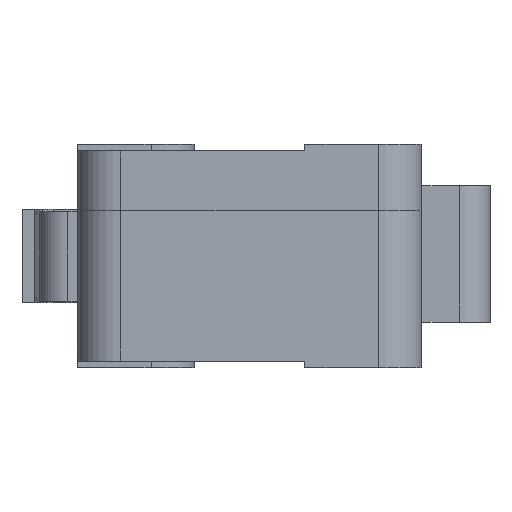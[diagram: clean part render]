
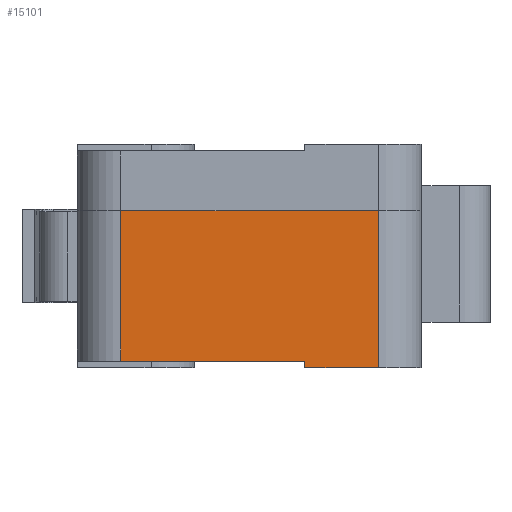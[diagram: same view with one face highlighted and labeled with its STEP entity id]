
A CAD part, left-side view. The second image highlights one B-rep face of the part: STEP entity #15101.
In plain terms, the highlighted planar face has unit normal (-1, 0, 0).
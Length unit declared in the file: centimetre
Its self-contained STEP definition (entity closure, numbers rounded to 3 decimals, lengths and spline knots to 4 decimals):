
#1553=FACE_OUTER_BOUND('',#2411,.T.);
#2411=EDGE_LOOP('',(#13761,#13762,#13763,#13764,#13765,#13766));
#3691=LINE('',#24513,#5335);
#4155=LINE('',#27350,#5799);
#4158=LINE('',#27358,#5802);
#4162=LINE('',#27369,#5806);
#4165=LINE('',#27375,#5809);
#4176=LINE('',#27404,#5820);
#5335=VECTOR('',#17781,1.);
#5799=VECTOR('',#18799,1.);
#5802=VECTOR('',#18806,1.);
#5806=VECTOR('',#18822,1.);
#5809=VECTOR('',#18831,1.);
#5820=VECTOR('',#18868,1.);
#6960=VERTEX_POINT('',#24503);
#6962=VERTEX_POINT('',#24512);
#7248=VERTEX_POINT('',#27346);
#7249=VERTEX_POINT('',#27348);
#7252=VERTEX_POINT('',#27357);
#7253=VERTEX_POINT('',#27367);
#8792=EDGE_CURVE('',#6962,#6960,#3691,.T.);
#9406=EDGE_CURVE('',#7248,#7249,#4155,.T.);
#9410=EDGE_CURVE('',#7252,#7248,#4158,.T.);
#9416=EDGE_CURVE('',#7253,#7249,#4162,.T.);
#9419=EDGE_CURVE('',#7252,#6960,#4165,.T.);
#9432=EDGE_CURVE('',#7253,#6962,#4176,.T.);
#13761=ORIENTED_EDGE('',*,*,#8792,.T.);
#13762=ORIENTED_EDGE('',*,*,#9419,.F.);
#13763=ORIENTED_EDGE('',*,*,#9410,.T.);
#13764=ORIENTED_EDGE('',*,*,#9406,.T.);
#13765=ORIENTED_EDGE('',*,*,#9416,.F.);
#13766=ORIENTED_EDGE('',*,*,#9432,.T.);
#14309=PLANE('',#15819);
#15101=ADVANCED_FACE('',(#1553),#14309,.T.);
#15819=AXIS2_PLACEMENT_3D('',#27403,#18866,#18867);
#17781=DIRECTION('',(0.,1.,0.));
#18799=DIRECTION('',(0.,0.,-1.));
#18806=DIRECTION('',(0.,-1.,0.));
#18822=DIRECTION('',(0.,1.,0.));
#18831=DIRECTION('',(0.,0.,1.));
#18866=DIRECTION('center_axis',(-1.,0.,0.));
#18867=DIRECTION('ref_axis',(0.,0.,1.));
#18868=DIRECTION('',(0.,0.,1.));
#24503=CARTESIAN_POINT('',(-2.89,0.6425,0.725));
#24512=CARTESIAN_POINT('',(-2.89,-0.5475,0.725));
#24513=CARTESIAN_POINT('',(-2.89,0.1475,0.725));
#27346=CARTESIAN_POINT('',(-2.89,-0.2075,0.03));
#27348=CARTESIAN_POINT('',(-2.89,-0.2075,0.));
#27350=CARTESIAN_POINT('',(-2.89,-0.2075,0.));
#27357=CARTESIAN_POINT('',(-2.89,0.6425,0.03));
#27358=CARTESIAN_POINT('',(-2.89,-0.246,0.03));
#27367=CARTESIAN_POINT('',(-2.89,-0.5475,0.));
#27369=CARTESIAN_POINT('',(-2.89,-0.5475,0.));
#27375=CARTESIAN_POINT('',(-2.89,0.6425,0.));
#27403=CARTESIAN_POINT('Origin',(-2.89,-0.5475,0.));
#27404=CARTESIAN_POINT('',(-2.89,-0.5475,0.));
